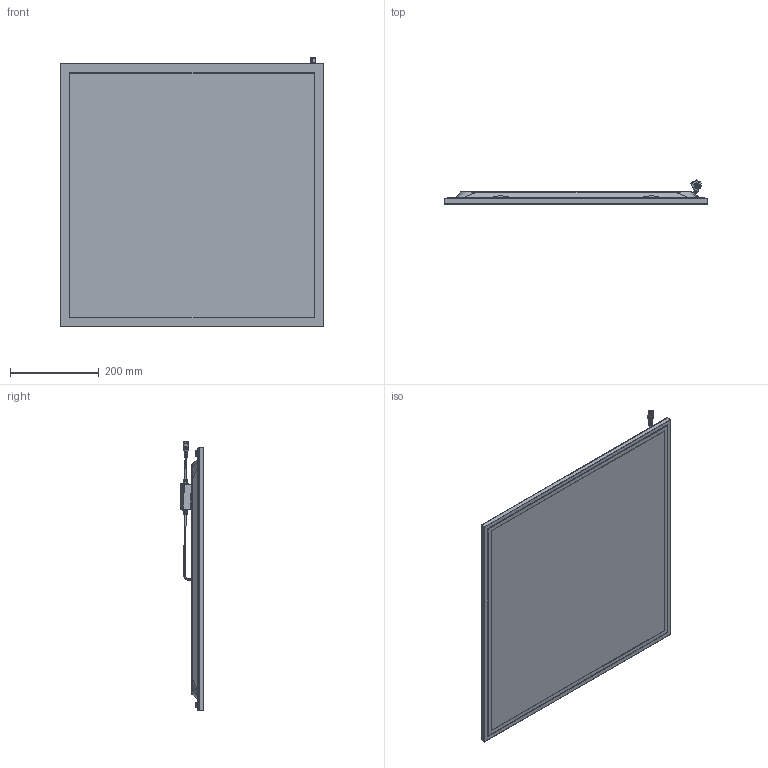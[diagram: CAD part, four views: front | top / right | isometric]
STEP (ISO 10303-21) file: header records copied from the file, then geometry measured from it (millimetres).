
FILE_DESCRIPTION((''),'2;1');
FILE_NAME('6060BLH_ASM_ASM_10_ASM','2025-05-08T21:03:14',('Administrator'),(''),'CREO PARAMETRIC BY PTC INC, 2019010','CREO PARAMETRIC BY PTC INC, 2019010','');
FILE_SCHEMA(('CONFIG_CONTROL_DESIGN'));
Products named in the file (15): 6060220905000_1_4_1; LIN_SOLID_COLOR_1_4_11; PCB2209050_1_2_1; LENS_13_7D__2_2_1; 2209050003_ASM_1_ASM_2_ASM_1_ASM; 000_3; ST3X5-C_1_1; Z0001_ASM_1_ASM_3_ASM; KB4000_1; DC_WIRE_BEND_STP_1_4; CCT2309220001_1; SR0001; DC-5525000_1; CCT000_ASM; 6060BLH_ASM_ASM_10_ASM
Assembly tree (30 placements, depth 3):
  6060BLH_ASM_ASM_10_ASM
    6060220905000_1_4_1
    LIN_SOLID_COLOR_1_4_11
    2209050003_ASM_1_ASM_2_ASM_1_ASM  x6
      PCB2209050_1_2_1
      LENS_13_7D__2_2_1
    Z0001_ASM_1_ASM_3_ASM  x4
      000_3
      ST3X5-C_1_1
    KB4000_1
    CCT000_ASM
      DC_WIRE_BEND_STP_1_4
      CCT2309220001_1
      SR0001
      DC-5525000_1
Bounding box: 595 x 53.7 x 609.69 mm (x, y, z)
Volume: 593832.4 mm3; surface area: 1753516.5 mm2
Topology: 73 solids, 74 shells, 4399 faces, 10656 edges, 6326 vertices
Faces by surface type: plane 1324, cylinder 1254, torus 884, cone 318, revolution 288, bspline 258, extrusion 63, sphere 10
Entity records: 89323 total; most frequent: CARTESIAN_POINT 21243, DIRECTION 15290, ORIENTED_EDGE 13654, EDGE_CURVE 6827, AXIS2_PLACEMENT_3D 5998, VERTEX_POINT 4080, VECTOR 3288, LINE 3225
